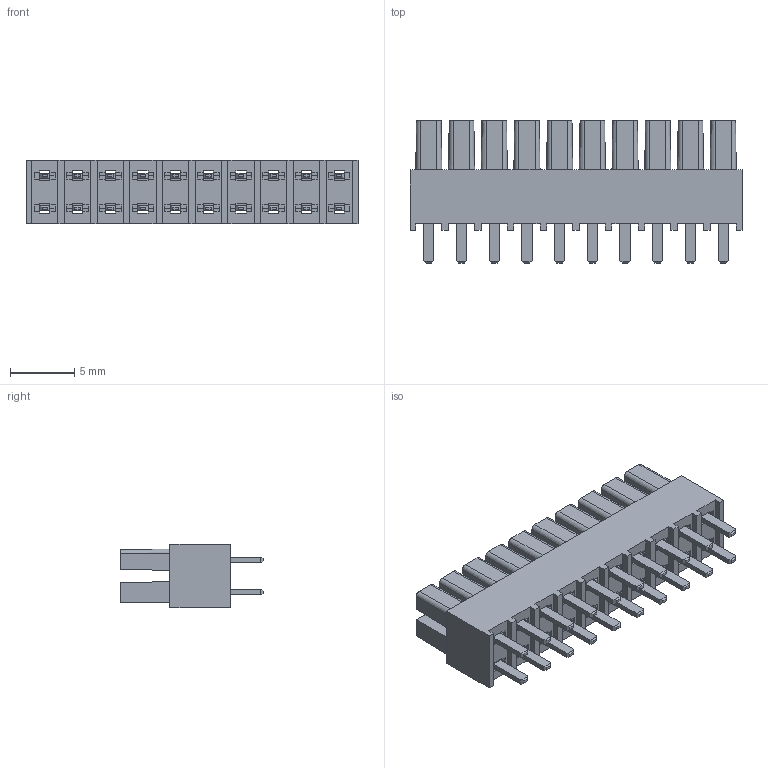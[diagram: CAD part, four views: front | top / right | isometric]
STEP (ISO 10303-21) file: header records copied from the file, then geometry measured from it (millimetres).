
FILE_DESCRIPTION (( 'STEP AP214' ), '1' );
FILE_NAME ('IPS1-110-01-S-D.STEP', '2024-10-10T12:54:53', ( '' ), ( '' ), 'SwSTEP 2.0', 'SolidWorks 2023', '' );
FILE_SCHEMA (( 'AUTOMOTIVE_DESIGN' ));
Length unit declared in the file: millimetre
Products named in the file (4): IPS1-110-01-S-D_pin.stp; IPS1-110-01-S-D.stp; IPS1-110-01-S-Dt.stp; IPS1-110-01-S-D
Assembly tree (3 placements, depth 3):
  IPS1-110-01-S-D
    IPS1-110-01-S-D.stp
      IPS1-110-01-S-Dt.stp
      IPS1-110-01-S-D_pin.stp
Bounding box: 25.78 x 11.05 x 4.95 mm (x, y, z)
Volume: 647.6 mm3; surface area: 2110.8 mm2
Topology: 2 solids, 2 shells, 604 faces, 1740 edges, 1160 vertices
Faces by surface type: plane 584, cone 20
Entity records: 24084 total; most frequent: CARTESIAN_POINT 3511, ORIENTED_EDGE 3480, DIRECTION 3002, EDGE_CURVE 1740, VECTOR 1700, LINE 1700, VERTEX_POINT 1160, EDGE_LOOP 664
